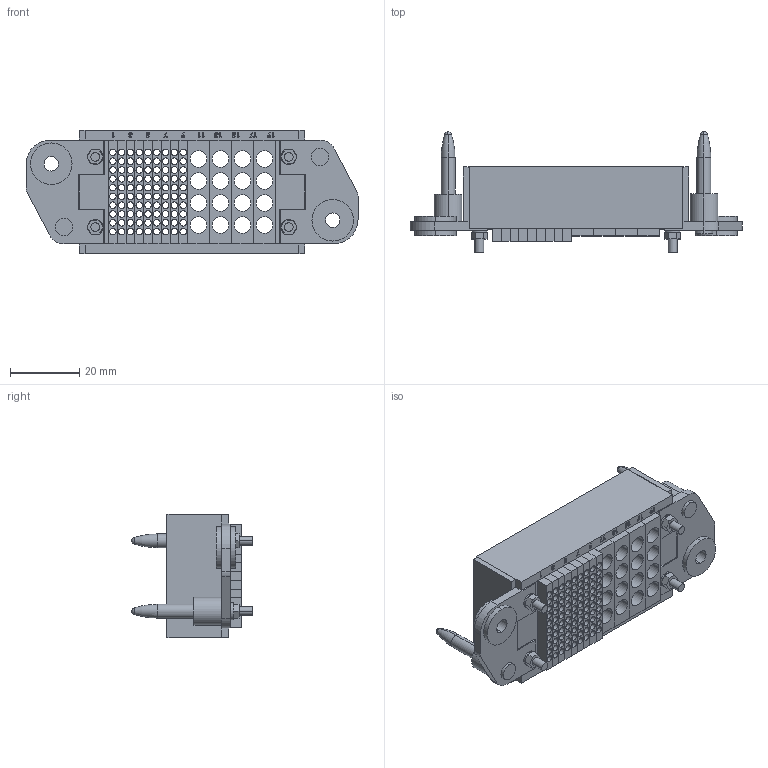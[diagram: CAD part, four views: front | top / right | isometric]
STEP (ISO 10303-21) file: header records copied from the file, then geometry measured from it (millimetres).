
FILE_DESCRIPTION (( 'STEP AP214' ), '1' );
FILE_NAME ('Hypertronics3DCONFIG-NPH-NPH194KMR5KMRR4VMP1TH.step', '2016-10-20T21:07:00', ( 'Windows User' ), ( '' ), 'SwSTEP 2.0', 'SolidWorks 2016', '' );
FILE_SCHEMA (( 'AUTOMOTIVE_DESIGN' ));
Length unit declared in the file: millimetre
Products named in the file (7): Hypertronics3DCONFIG-NPH-NPH194KMR5KMRR4VMP1TH_N-SERIES-MODULE_NV; Hypertronics3DCONFIG-NPH-NPH194KMR5KMRR4VMP1TH_N-SERIES-MODULE_NK; Hypertronics3DCONFIG-NPH-NPH194KMR5KMRR4VMP1TH_NP-SIDE RAIL_19B; Hypertronics3DCONFIG-NPH-NPH194KMR5KMRR4VMP1TH_NP-SIDE RAIL_19T; Hypertronics3DCONFIG-NPH-NPH194KMR5KMRR4VMP1TH_NPH ENDCAP_Right; Hypertronics3DCONFIG-NPH-NPH194KMR5KMRR4VMP1TH_NPH ENDCAP_Left; Hypertronics3DCONFIG-NPH-NPH194KMR5KMRR4VMP1TH
Assembly tree (17 placements, depth 2):
  Hypertronics3DCONFIG-NPH-NPH194KMR5KMRR4VMP1TH
    Hypertronics3DCONFIG-NPH-NPH194KMR5KMRR4VMP1TH_NPH ENDCAP_Left
    Hypertronics3DCONFIG-NPH-NPH194KMR5KMRR4VMP1TH_NPH ENDCAP_Right
    Hypertronics3DCONFIG-NPH-NPH194KMR5KMRR4VMP1TH_NP-SIDE RAIL_19T
    Hypertronics3DCONFIG-NPH-NPH194KMR5KMRR4VMP1TH_NP-SIDE RAIL_19B
    Hypertronics3DCONFIG-NPH-NPH194KMR5KMRR4VMP1TH_N-SERIES-MODULE_NK  x9
    Hypertronics3DCONFIG-NPH-NPH194KMR5KMRR4VMP1TH_N-SERIES-MODULE_NV  x4
Bounding box: 95.88 x 34.85 x 35.74 mm (x, y, z)
Volume: 28352.4 mm3; surface area: 39165.3 mm2
Topology: 17 solids, 17 shells, 1089 faces, 2862 edges, 1888 vertices
Faces by surface type: plane 637, cylinder 272, bspline 164, sphere 8, torus 4, cone 4
Entity records: 41779 total; most frequent: CARTESIAN_POINT 14745, ORIENTED_EDGE 4356, DIRECTION 3492, EDGE_CURVE 2178, LINE 1598, VECTOR 1598, VERTEX_POINT 1432, EDGE_LOOP 956
